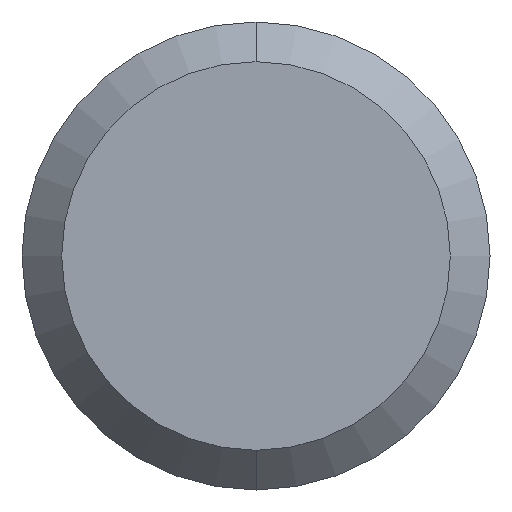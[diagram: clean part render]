
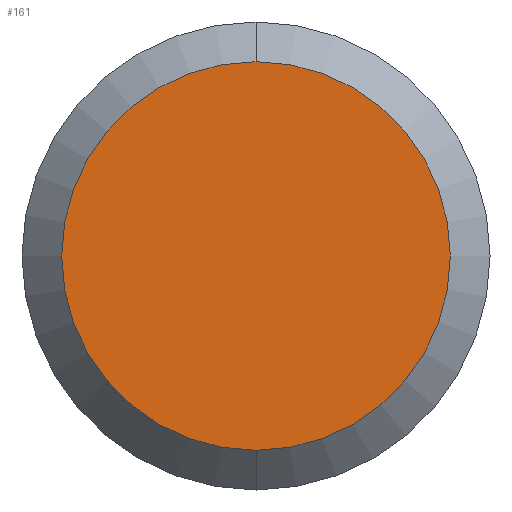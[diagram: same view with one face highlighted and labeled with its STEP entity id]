
A CAD part, front view. The second image highlights one B-rep face of the part: STEP entity #161.
In plain terms, the highlighted planar face has unit normal (0, -1, 0).
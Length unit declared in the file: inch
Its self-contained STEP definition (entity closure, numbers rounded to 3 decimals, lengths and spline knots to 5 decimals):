
#13 = CARTESIAN_POINT ( 'NONE',  ( 0., 0., 0. ) ) ;
#20 = CARTESIAN_POINT ( 'NONE',  ( 0., 0., 0. ) ) ;
#55 = CIRCLE ( 'NONE', #127, 0.09796 ) ;
#69 = ORIENTED_EDGE ( 'NONE', *, *, #274, .T. ) ;
#96 = CARTESIAN_POINT ( 'NONE',  ( 0., 0., 0.09796 ) ) ;
#98 = CARTESIAN_POINT ( 'NONE',  ( 0., 0., 0. ) ) ;
#115 = DIRECTION ( 'NONE',  ( 0., 1., 0. ) ) ;
#127 = AXIS2_PLACEMENT_3D ( 'NONE', #20, #145, #223 ) ;
#140 = DIRECTION ( 'NONE',  ( 0., -1., 0. ) ) ;
#145 = DIRECTION ( 'NONE',  ( 0., -1., 0. ) ) ;
#161 = ADVANCED_FACE ( 'NONE', ( #178 ), #262, .F. ) ;
#169 = AXIS2_PLACEMENT_3D ( 'NONE', #13, #140, #194 ) ;
#178 = FACE_OUTER_BOUND ( 'NONE', #224, .T. ) ;
#194 = DIRECTION ( 'NONE',  ( 0., 0., 1. ) ) ;
#199 = AXIS2_PLACEMENT_3D ( 'NONE', #98, #115, #246 ) ;
#205 = EDGE_CURVE ( 'NONE', #229, #207, #218, .T. ) ;
#207 = VERTEX_POINT ( 'NONE', #96 ) ;
#211 = ORIENTED_EDGE ( 'NONE', *, *, #205, .T. ) ;
#214 = CARTESIAN_POINT ( 'NONE',  ( 0., 0., -0.09796 ) ) ;
#218 = CIRCLE ( 'NONE', #169, 0.09796 ) ;
#223 = DIRECTION ( 'NONE',  ( 0., 0., 1. ) ) ;
#224 = EDGE_LOOP ( 'NONE', ( #69, #211 ) ) ;
#229 = VERTEX_POINT ( 'NONE', #214 ) ;
#246 = DIRECTION ( 'NONE',  ( 0., 0., 1. ) ) ;
#262 = PLANE ( 'NONE',  #199 ) ;
#274 = EDGE_CURVE ( 'NONE', #207, #229, #55, .T. ) ;
